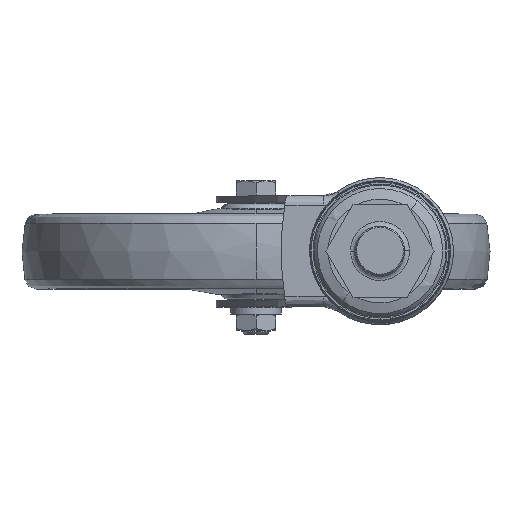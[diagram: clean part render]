
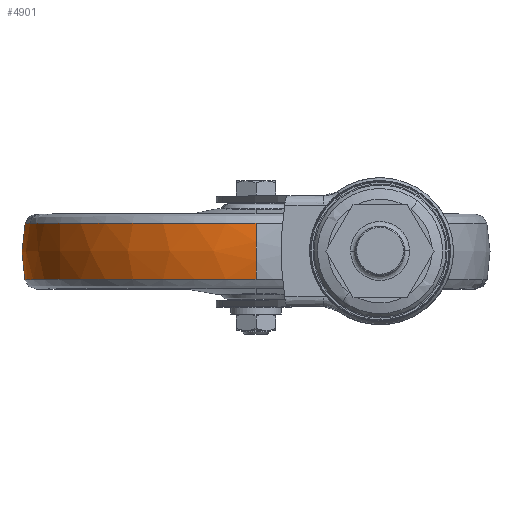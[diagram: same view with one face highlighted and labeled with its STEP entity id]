
A CAD part, top view. The second image highlights one B-rep face of the part: STEP entity #4901.
In plain terms, the highlighted free-form (B-spline) face has degree [2, 2] with [3, 7] control points.
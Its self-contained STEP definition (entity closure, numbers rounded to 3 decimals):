
#4679=CARTESIAN_POINT('',(-149.542,12.,-109.222));
#4680=VERTEX_POINT('',#4679);
#4694=CARTESIAN_POINT('',(-53.0,12.,-31.378));
#4695=VERTEX_POINT('',#4694);
#4696=CARTESIAN_POINT('',(-53.0,12.,-31.378));
#4697=CARTESIAN_POINT('',(-132.655,12.,-31.378));
#4698=CARTESIAN_POINT('',(-149.542,12.,-109.222));
#4706=(BOUNDED_CURVE()B_SPLINE_CURVE(2,(#4696,#4697,#4698),.UNSPECIFIED.,.F.,.U.)B_SPLINE_CURVE_WITH_KNOTS((3,3),(0.5,0.714),.UNSPECIFIED.)CURVE()GEOMETRIC_REPRESENTATION_ITEM()RATIONAL_B_SPLINE_CURVE((1.0,0.75,0.927))REPRESENTATION_ITEM(''));
#4707=EDGE_CURVE('',#4695,#4680,#4706,.T.);
#4773=CARTESIAN_POINT('',(-53.0,12.,-228.953));
#4774=VERTEX_POINT('',#4773);
#4788=CARTESIAN_POINT('',(-149.542,12.,-109.222));
#4789=CARTESIAN_POINT('',(-151.788,12.,-119.573));
#4790=CARTESIAN_POINT('',(-151.788,12.,-130.165));
#4791=CARTESIAN_POINT('',(-151.788,12.,-228.953));
#4792=CARTESIAN_POINT('',(-53.0,12.,-228.953));
#4800=(BOUNDED_CURVE()B_SPLINE_CURVE(2,(#4788,#4789,#4790,#4791,#4792),.UNSPECIFIED.,.F.,.U.)B_SPLINE_CURVE_WITH_KNOTS((3,2,3),(0.714,0.75,1.0),.UNSPECIFIED.)CURVE()GEOMETRIC_REPRESENTATION_ITEM()RATIONAL_B_SPLINE_CURVE((0.927,0.957,1.0,0.707,1.0))REPRESENTATION_ITEM(''));
#4801=EDGE_CURVE('',#4680,#4774,#4800,.T.);
#4808=CARTESIAN_POINT('',(-50.245,-13.171,-31.629));
#4809=CARTESIAN_POINT('',(-50.162,0.,-28.665));
#4810=CARTESIAN_POINT('',(-50.245,13.171,-31.629));
#4811=CARTESIAN_POINT('',(-51.615,-13.171,-31.629));
#4812=CARTESIAN_POINT('',(-51.573,0.,-28.665));
#4813=CARTESIAN_POINT('',(-51.615,13.171,-31.629));
#4814=CARTESIAN_POINT('',(-151.537,-13.171,-31.629));
#4815=CARTESIAN_POINT('',(-154.5,0.,-28.665));
#4816=CARTESIAN_POINT('',(-151.537,13.171,-31.629));
#4817=CARTESIAN_POINT('',(-151.537,-13.171,-130.165));
#4818=CARTESIAN_POINT('',(-154.5,0.,-130.165));
#4819=CARTESIAN_POINT('',(-151.537,13.171,-130.165));
#4820=CARTESIAN_POINT('',(-151.537,-13.171,-228.702));
#4821=CARTESIAN_POINT('',(-154.5,0.,-231.665));
#4822=CARTESIAN_POINT('',(-151.537,13.171,-228.702));
#4823=CARTESIAN_POINT('',(-51.615,-13.171,-228.702));
#4824=CARTESIAN_POINT('',(-51.573,0.,-231.665));
#4825=CARTESIAN_POINT('',(-51.615,13.171,-228.702));
#4826=CARTESIAN_POINT('',(-50.245,-13.171,-228.702));
#4827=CARTESIAN_POINT('',(-50.162,0.,-231.665));
#4828=CARTESIAN_POINT('',(-50.245,13.171,-228.702));
#4836=(BOUNDED_SURFACE()B_SPLINE_SURFACE(2,2,((#4808,#4811,#4814,#4817,#4820,#4823,#4826),(#4809,#4812,#4815,#4818,#4821,#4824,#4827),(#4810,#4813,#4816,#4819,#4822,#4825,#4828)),.UNSPECIFIED.,.F.,.F.,.U.)B_SPLINE_SURFACE_WITH_KNOTS((3,3),(3,1,2,1,3),(0.0,26.667),(0.0,3.314,168.999,334.685,337.998),.UNSPECIFIED.)GEOMETRIC_REPRESENTATION_ITEM()RATIONAL_B_SPLINE_SURFACE(((0.881,0.876,0.616,0.871,0.616,0.876,0.881),(0.859,0.854,0.601,0.849,0.601,0.854,0.859),(0.881,0.876,0.616,0.871,0.616,0.876,0.881)))REPRESENTATION_ITEM('')SURFACE());
#4837=CARTESIAN_POINT('',(-53.,-12.,-31.378));
#4838=VERTEX_POINT('',#4837);
#4839=CARTESIAN_POINT('',(-53.0,-12.,-31.378));
#4840=CARTESIAN_POINT('',(-53.,0.,-28.928));
#4841=CARTESIAN_POINT('',(-53.,12.,-31.378));
#4849=(BOUNDED_CURVE()B_SPLINE_CURVE(2,(#4839,#4840,#4841),.UNSPECIFIED.,.F.,.U.)B_SPLINE_CURVE_WITH_KNOTS((3,3),(0.458,0.542),.UNSPECIFIED.)CURVE()GEOMETRIC_REPRESENTATION_ITEM()RATIONAL_B_SPLINE_CURVE((0.869,0.851,0.869))REPRESENTATION_ITEM(''));
#4850=EDGE_CURVE('',#4838,#4695,#4849,.T.);
#4851=ORIENTED_EDGE('',*,*,#4850,.T.);
#4852=ORIENTED_EDGE('',*,*,#4707,.T.);
#4853=ORIENTED_EDGE('',*,*,#4801,.T.);
#4854=CARTESIAN_POINT('',(-53.0,-12.,-228.953));
#4855=VERTEX_POINT('',#4854);
#4856=CARTESIAN_POINT('',(-53.,-12.,-228.953));
#4857=CARTESIAN_POINT('',(-53.,0.,-231.403));
#4858=CARTESIAN_POINT('',(-53.0,12.,-228.953));
#4866=(BOUNDED_CURVE()B_SPLINE_CURVE(2,(#4856,#4857,#4858),.UNSPECIFIED.,.F.,.U.)B_SPLINE_CURVE_WITH_KNOTS((3,3),(0.458,0.542),.UNSPECIFIED.)CURVE()GEOMETRIC_REPRESENTATION_ITEM()RATIONAL_B_SPLINE_CURVE((0.869,0.851,0.869))REPRESENTATION_ITEM(''));
#4867=EDGE_CURVE('',#4855,#4774,#4866,.T.);
#4868=ORIENTED_EDGE('',*,*,#4867,.F.);
#4869=CARTESIAN_POINT('',(-150.038,-12.,-148.676));
#4870=VERTEX_POINT('',#4869);
#4871=CARTESIAN_POINT('',(-150.038,-12.,-148.676));
#4872=CARTESIAN_POINT('',(-134.724,-12.,-228.953));
#4873=CARTESIAN_POINT('',(-53.0,-12.,-228.953));
#4881=(BOUNDED_CURVE()B_SPLINE_CURVE(2,(#4871,#4872,#4873),.UNSPECIFIED.,.F.,.U.)B_SPLINE_CURVE_WITH_KNOTS((3,3),(0.782,1.0),.UNSPECIFIED.)CURVE()GEOMETRIC_REPRESENTATION_ITEM()RATIONAL_B_SPLINE_CURVE((0.934,0.745,1.0))REPRESENTATION_ITEM(''));
#4882=EDGE_CURVE('',#4870,#4855,#4881,.T.);
#4883=ORIENTED_EDGE('',*,*,#4882,.F.);
#4884=CARTESIAN_POINT('',(-53.,-12.,-31.378));
#4885=CARTESIAN_POINT('',(-151.788,-12.,-31.378));
#4886=CARTESIAN_POINT('',(-151.788,-12.,-130.165));
#4887=CARTESIAN_POINT('',(-151.788,-12.,-139.504));
#4888=CARTESIAN_POINT('',(-150.038,-12.,-148.676));
#4896=(BOUNDED_CURVE()B_SPLINE_CURVE(2,(#4884,#4885,#4886,#4887,#4888),.UNSPECIFIED.,.F.,.U.)B_SPLINE_CURVE_WITH_KNOTS((3,2,3),(0.5,0.75,0.782),.UNSPECIFIED.)CURVE()GEOMETRIC_REPRESENTATION_ITEM()RATIONAL_B_SPLINE_CURVE((1.0,0.707,1.0,0.962,0.934))REPRESENTATION_ITEM(''));
#4897=EDGE_CURVE('',#4838,#4870,#4896,.T.);
#4898=ORIENTED_EDGE('',*,*,#4897,.F.);
#4899=EDGE_LOOP('',(#4851,#4852,#4853,#4868,#4883,#4898));
#4900=FACE_OUTER_BOUND('',#4899,.T.);
#4901=ADVANCED_FACE('',(#4900),#4836,.T.);
